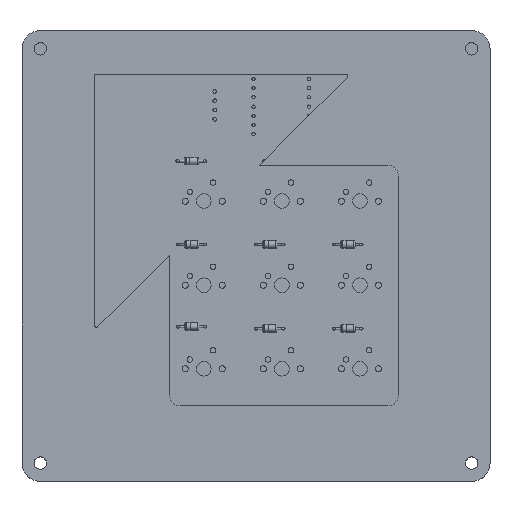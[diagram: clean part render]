
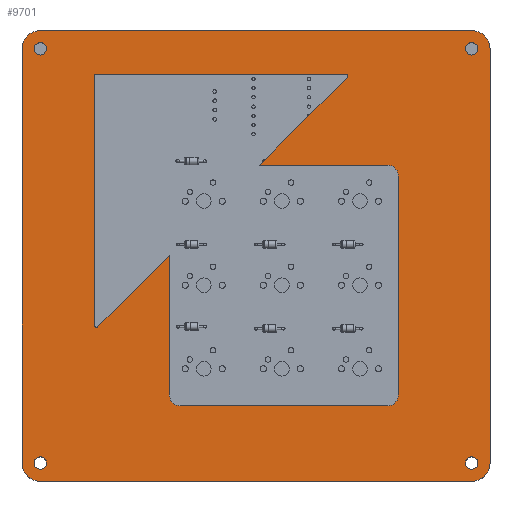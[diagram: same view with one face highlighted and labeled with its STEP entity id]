
A CAD part, top view. The second image highlights one B-rep face of the part: STEP entity #9701.
In plain terms, the highlighted planar face has unit normal (0, 0, 1).
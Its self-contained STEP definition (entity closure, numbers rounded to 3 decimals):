
#647=CIRCLE('',#10345,3.);
#649=CIRCLE('',#10349,0.5);
#651=CIRCLE('',#10353,0.5);
#653=CIRCLE('',#10357,3.);
#655=CIRCLE('',#10361,3.);
#657=CIRCLE('',#10365,5.);
#666=CIRCLE('',#10377,5.);
#667=CIRCLE('',#10380,5.);
#668=CIRCLE('',#10382,5.);
#669=CIRCLE('',#10387,1.7);
#670=CIRCLE('',#10389,1.7);
#671=CIRCLE('',#10391,1.7);
#672=CIRCLE('',#10393,1.7);
#891=FACE_BOUND('',#2670,.T.);
#892=FACE_BOUND('',#2671,.T.);
#893=FACE_BOUND('',#2672,.T.);
#894=FACE_BOUND('',#2673,.T.);
#895=FACE_BOUND('',#2674,.T.);
#1955=FACE_OUTER_BOUND('',#2669,.T.);
#2669=EDGE_LOOP('',(#9021,#9022,#9023,#9024,#9025,#9026,#9027,#9028));
#2670=EDGE_LOOP('',(#9029,#9030,#9031,#9032,#9033,#9034,#9035,#9036,#9037,
#9038,#9039,#9040,#9041));
#2671=EDGE_LOOP('',(#9042));
#2672=EDGE_LOOP('',(#9043));
#2673=EDGE_LOOP('',(#9044));
#2674=EDGE_LOOP('',(#9045));
#3321=LINE('',#18212,#4014);
#3326=LINE('',#18227,#4019);
#3331=LINE('',#18242,#4024);
#3335=LINE('',#18254,#4028);
#3341=LINE('',#18269,#4034);
#3346=LINE('',#18284,#4039);
#3355=LINE('',#18316,#4048);
#3359=LINE('',#18327,#4052);
#3360=LINE('',#18329,#4053);
#3361=LINE('',#18331,#4054);
#3366=LINE('',#18349,#4059);
#3367=LINE('',#18351,#4060);
#4014=VECTOR('',#12214,10.);
#4019=VECTOR('',#12227,10.);
#4024=VECTOR('',#12240,10.);
#4028=VECTOR('',#12252,10.);
#4034=VECTOR('',#12266,10.);
#4039=VECTOR('',#12279,10.);
#4048=VECTOR('',#12310,10.);
#4052=VECTOR('',#12324,10.);
#4053=VECTOR('',#12327,10.);
#4054=VECTOR('',#12330,10.);
#4059=VECTOR('',#12353,10.);
#4060=VECTOR('',#12356,10.);
#4913=VERTEX_POINT('',#18202);
#4914=VERTEX_POINT('',#18203);
#4917=VERTEX_POINT('',#18211);
#4919=VERTEX_POINT('',#18217);
#4920=VERTEX_POINT('',#18218);
#4923=VERTEX_POINT('',#18226);
#4925=VERTEX_POINT('',#18232);
#4926=VERTEX_POINT('',#18233);
#4929=VERTEX_POINT('',#18241);
#4931=VERTEX_POINT('',#18247);
#4933=VERTEX_POINT('',#18253);
#4935=VERTEX_POINT('',#18259);
#4936=VERTEX_POINT('',#18260);
#4939=VERTEX_POINT('',#18271);
#4940=VERTEX_POINT('',#18272);
#4944=VERTEX_POINT('',#18282);
#4954=VERTEX_POINT('',#18309);
#4955=VERTEX_POINT('',#18310);
#4956=VERTEX_POINT('',#18315);
#4957=VERTEX_POINT('',#18319);
#4958=VERTEX_POINT('',#18323);
#4959=VERTEX_POINT('',#18333);
#4960=VERTEX_POINT('',#18337);
#4961=VERTEX_POINT('',#18341);
#4962=VERTEX_POINT('',#18345);
#6249=EDGE_CURVE('',#4913,#4914,#647,.T.);
#6253=EDGE_CURVE('',#4917,#4914,#3321,.T.);
#6256=EDGE_CURVE('',#4919,#4920,#649,.T.);
#6260=EDGE_CURVE('',#4923,#4920,#3326,.T.);
#6263=EDGE_CURVE('',#4925,#4926,#651,.T.);
#6267=EDGE_CURVE('',#4929,#4926,#3331,.T.);
#6270=EDGE_CURVE('',#4917,#4931,#653,.T.);
#6273=EDGE_CURVE('',#4933,#4931,#3335,.T.);
#6276=EDGE_CURVE('',#4935,#4936,#655,.T.);
#6281=EDGE_CURVE('',#4913,#4936,#3341,.T.);
#6282=EDGE_CURVE('',#4939,#4940,#657,.T.);
#6288=EDGE_CURVE('',#4939,#4944,#3346,.T.);
#6302=EDGE_CURVE('',#4954,#4955,#666,.T.);
#6305=EDGE_CURVE('',#4956,#4955,#3355,.T.);
#6307=EDGE_CURVE('',#4956,#4957,#667,.T.);
#6309=EDGE_CURVE('',#4958,#4944,#668,.T.);
#6311=EDGE_CURVE('',#4925,#4933,#3359,.T.);
#6312=EDGE_CURVE('',#4919,#4929,#3360,.T.);
#6313=EDGE_CURVE('',#4935,#4923,#3361,.T.);
#6314=EDGE_CURVE('',#4959,#4959,#669,.T.);
#6316=EDGE_CURVE('',#4960,#4960,#670,.T.);
#6318=EDGE_CURVE('',#4961,#4961,#671,.T.);
#6320=EDGE_CURVE('',#4962,#4962,#672,.T.);
#6322=EDGE_CURVE('',#4954,#4940,#3366,.T.);
#6323=EDGE_CURVE('',#4958,#4957,#3367,.T.);
#9021=ORIENTED_EDGE('',*,*,#6282,.F.);
#9022=ORIENTED_EDGE('',*,*,#6288,.T.);
#9023=ORIENTED_EDGE('',*,*,#6309,.F.);
#9024=ORIENTED_EDGE('',*,*,#6323,.T.);
#9025=ORIENTED_EDGE('',*,*,#6307,.F.);
#9026=ORIENTED_EDGE('',*,*,#6305,.T.);
#9027=ORIENTED_EDGE('',*,*,#6302,.F.);
#9028=ORIENTED_EDGE('',*,*,#6322,.T.);
#9029=ORIENTED_EDGE('',*,*,#6267,.T.);
#9030=ORIENTED_EDGE('',*,*,#6263,.F.);
#9031=ORIENTED_EDGE('',*,*,#6311,.T.);
#9032=ORIENTED_EDGE('',*,*,#6273,.T.);
#9033=ORIENTED_EDGE('',*,*,#6270,.F.);
#9034=ORIENTED_EDGE('',*,*,#6253,.T.);
#9035=ORIENTED_EDGE('',*,*,#6249,.F.);
#9036=ORIENTED_EDGE('',*,*,#6281,.T.);
#9037=ORIENTED_EDGE('',*,*,#6276,.F.);
#9038=ORIENTED_EDGE('',*,*,#6313,.T.);
#9039=ORIENTED_EDGE('',*,*,#6260,.T.);
#9040=ORIENTED_EDGE('',*,*,#6256,.F.);
#9041=ORIENTED_EDGE('',*,*,#6312,.T.);
#9042=ORIENTED_EDGE('',*,*,#6320,.T.);
#9043=ORIENTED_EDGE('',*,*,#6318,.T.);
#9044=ORIENTED_EDGE('',*,*,#6316,.T.);
#9045=ORIENTED_EDGE('',*,*,#6314,.T.);
#9205=PLANE('',#10396);
#9701=ADVANCED_FACE('',(#1955,#891,#892,#893,#894,#895),#9205,.T.);
#10345=AXIS2_PLACEMENT_3D('',#18204,#12206,#12207);
#10349=AXIS2_PLACEMENT_3D('',#18219,#12219,#12220);
#10353=AXIS2_PLACEMENT_3D('',#18234,#12232,#12233);
#10357=AXIS2_PLACEMENT_3D('',#18248,#12245,#12246);
#10361=AXIS2_PLACEMENT_3D('',#18261,#12257,#12258);
#10365=AXIS2_PLACEMENT_3D('',#18273,#12269,#12270);
#10377=AXIS2_PLACEMENT_3D('',#18311,#12304,#12305);
#10380=AXIS2_PLACEMENT_3D('',#18320,#12314,#12315);
#10382=AXIS2_PLACEMENT_3D('',#18324,#12319,#12320);
#10387=AXIS2_PLACEMENT_3D('',#18334,#12333,#12334);
#10389=AXIS2_PLACEMENT_3D('',#18338,#12338,#12339);
#10391=AXIS2_PLACEMENT_3D('',#18342,#12343,#12344);
#10393=AXIS2_PLACEMENT_3D('',#18346,#12348,#12349);
#10396=AXIS2_PLACEMENT_3D('',#18352,#12357,#12358);
#12206=DIRECTION('center_axis',(0.,0.,1.));
#12207=DIRECTION('ref_axis',(0.707,-0.707,0.));
#12214=DIRECTION('',(0.,-1.,0.));
#12219=DIRECTION('center_axis',(0.,0.,1.));
#12220=DIRECTION('ref_axis',(-0.383,-0.924,0.));
#12227=DIRECTION('',(-0.707,-0.707,0.));
#12232=DIRECTION('center_axis',(0.,0.,1.));
#12233=DIRECTION('ref_axis',(0.924,0.383,0.));
#12240=DIRECTION('',(1.,0.,0.));
#12245=DIRECTION('center_axis',(0.,0.,1.));
#12246=DIRECTION('ref_axis',(0.707,0.707,0.));
#12252=DIRECTION('',(1.,0.,0.));
#12257=DIRECTION('center_axis',(0.,0.,1.));
#12258=DIRECTION('ref_axis',(-0.707,-0.707,0.));
#12266=DIRECTION('',(-1.,0.,0.));
#12269=DIRECTION('center_axis',(0.,0.,-1.));
#12270=DIRECTION('ref_axis',(-0.707,-0.707,0.));
#12279=DIRECTION('',(1.,0.,0.));
#12304=DIRECTION('center_axis',(0.,0.,-1.));
#12305=DIRECTION('ref_axis',(-0.707,0.707,0.));
#12310=DIRECTION('',(-1.,0.,0.));
#12314=DIRECTION('center_axis',(0.,0.,-1.));
#12315=DIRECTION('ref_axis',(0.707,0.707,0.));
#12319=DIRECTION('center_axis',(0.,0.,-1.));
#12320=DIRECTION('ref_axis',(0.707,-0.707,0.));
#12324=DIRECTION('',(-0.707,-0.707,0.));
#12327=DIRECTION('',(0.,1.,0.));
#12330=DIRECTION('',(0.,1.,0.));
#12333=DIRECTION('center_axis',(0.,0.,-1.));
#12334=DIRECTION('ref_axis',(1.,0.,0.));
#12338=DIRECTION('center_axis',(0.,0.,-1.));
#12339=DIRECTION('ref_axis',(1.,0.,0.));
#12343=DIRECTION('center_axis',(0.,0.,-1.));
#12344=DIRECTION('ref_axis',(1.,0.,0.));
#12348=DIRECTION('center_axis',(0.,0.,-1.));
#12349=DIRECTION('ref_axis',(1.,0.,0.));
#12353=DIRECTION('',(0.,-1.,0.));
#12356=DIRECTION('',(0.,1.,0.));
#12357=DIRECTION('center_axis',(0.,0.,1.));
#12358=DIRECTION('ref_axis',(1.,0.,0.));
#18202=CARTESIAN_POINT('',(50.369,-53.025,1.5));
#18203=CARTESIAN_POINT('',(53.369,-50.025,1.5));
#18204=CARTESIAN_POINT('Origin',(50.369,-50.025,1.5));
#18211=CARTESIAN_POINT('',(53.369,10.062,1.5));
#18212=CARTESIAN_POINT('',(53.369,0.594,1.5));
#18217=CARTESIAN_POINT('',(-30.,-30.943,1.5));
#18218=CARTESIAN_POINT('',(-29.146,-31.296,1.5));
#18219=CARTESIAN_POINT('Origin',(-29.5,-30.943,1.5));
#18226=CARTESIAN_POINT('',(-9.544,-11.694,1.5));
#18227=CARTESIAN_POINT('',(-3.641,-5.791,1.5));
#18232=CARTESIAN_POINT('',(39.296,37.146,1.5));
#18233=CARTESIAN_POINT('',(38.943,38.,1.5));
#18234=CARTESIAN_POINT('Origin',(38.943,37.5,1.5));
#18241=CARTESIAN_POINT('',(-30.,38.,1.5));
#18242=CARTESIAN_POINT('',(-7.875,38.,1.5));
#18247=CARTESIAN_POINT('',(50.369,13.062,1.5));
#18248=CARTESIAN_POINT('Origin',(50.369,10.062,1.5));
#18253=CARTESIAN_POINT('',(15.212,13.062,1.5));
#18254=CARTESIAN_POINT('',(14.731,13.062,1.5));
#18259=CARTESIAN_POINT('',(-9.544,-50.025,1.5));
#18260=CARTESIAN_POINT('',(-6.544,-53.025,1.5));
#18261=CARTESIAN_POINT('Origin',(-6.544,-50.025,1.5));
#18269=CARTESIAN_POINT('',(33.81,-53.025,1.5));
#18271=CARTESIAN_POINT('',(-45.,-73.75,1.5));
#18272=CARTESIAN_POINT('',(-50.,-68.75,1.5));
#18273=CARTESIAN_POINT('Origin',(-45.,-68.75,1.5));
#18282=CARTESIAN_POINT('',(73.5,-73.75,1.5));
#18284=CARTESIAN_POINT('',(78.5,-73.75,1.5));
#18309=CARTESIAN_POINT('',(-50.,45.,1.5));
#18310=CARTESIAN_POINT('',(-45.,50.,1.5));
#18311=CARTESIAN_POINT('Origin',(-45.,45.,1.5));
#18315=CARTESIAN_POINT('',(73.5,50.,1.5));
#18316=CARTESIAN_POINT('',(-50.,50.,1.5));
#18319=CARTESIAN_POINT('',(78.5,45.,1.5));
#18320=CARTESIAN_POINT('Origin',(73.5,45.,1.5));
#18323=CARTESIAN_POINT('',(78.5,-68.75,1.5));
#18324=CARTESIAN_POINT('Origin',(73.5,-68.75,1.5));
#18327=CARTESIAN_POINT('',(21.206,19.056,1.5));
#18329=CARTESIAN_POINT('',(-30.,-22.012,1.5));
#18331=CARTESIAN_POINT('',(-9.544,-32.45,1.5));
#18333=CARTESIAN_POINT('',(71.8,-68.75,1.5));
#18334=CARTESIAN_POINT('Origin',(73.5,-68.75,1.5));
#18337=CARTESIAN_POINT('',(-46.7,45.,1.5));
#18338=CARTESIAN_POINT('Origin',(-45.,45.,1.5));
#18341=CARTESIAN_POINT('',(71.8,45.,1.5));
#18342=CARTESIAN_POINT('Origin',(73.5,45.,1.5));
#18345=CARTESIAN_POINT('',(-46.7,-68.75,1.5));
#18346=CARTESIAN_POINT('Origin',(-45.,-68.75,1.5));
#18349=CARTESIAN_POINT('',(-50.,-73.75,1.5));
#18351=CARTESIAN_POINT('',(78.5,50.,1.5));
#18352=CARTESIAN_POINT('Origin',(14.25,-11.875,1.5));
